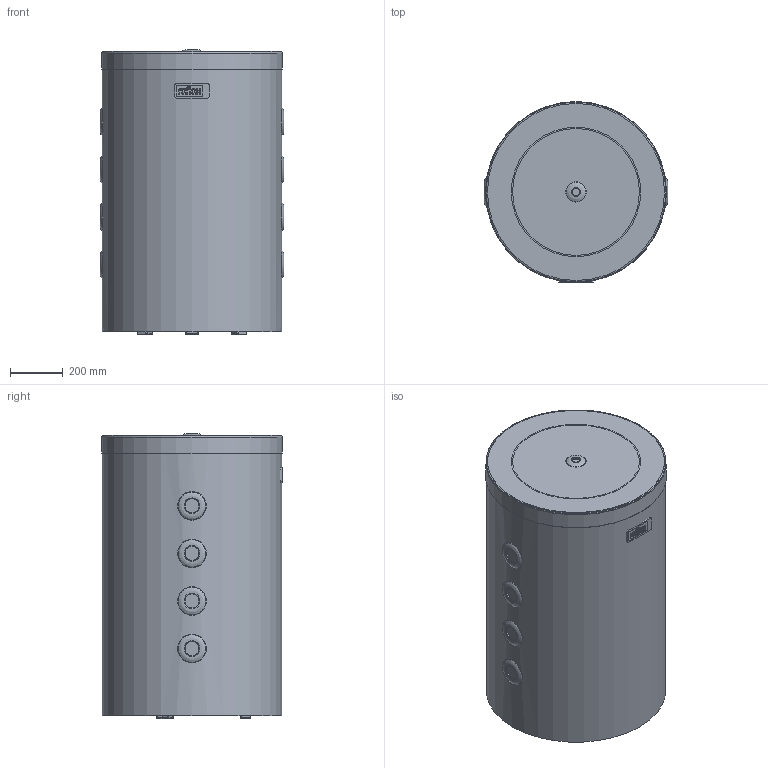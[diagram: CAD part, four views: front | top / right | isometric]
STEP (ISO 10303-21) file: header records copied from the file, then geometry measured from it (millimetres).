
FILE_DESCRIPTION(/* description */ (''),/* implementation_level */ '2;1');
FILE_NAME(/* name */ '3d_StoraHMiniH150-7352560.stp',/* time_stamp */ '2024-07-10T14:50:21+02:00',/* author */ ('Andrzej'),/* organization */ (''),/* preprocessor_version */ 'ST-DEVELOPER v16.13',/* originating_system */ 'AutoCAD Mechanical',/* authorisation */ '');
FILE_SCHEMA (('AUTOMOTIVE_DESIGN { 1 0 10303 214 3 1 1 }'));
Length unit declared in the file: millimetre
Products named in the file (1): Product
Bounding box: 696 x 685.1 x 1079 mm (x, y, z)
Volume: 380216003.6 mm3; surface area: 8471771.1 mm2
Topology: 22 solids, 22 shells, 397 faces, 982 edges, 627 vertices
Faces by surface type: plane 171, cylinder 133, torus 54, cone 32, bspline 7
Full cylindrical faces by diameter (mm): 8.5 x3, 26.9 x1, 28 x1, 31 x1, 32 x1, 45 x1, 52.88 x8, 54.845 x8, 58 x8, 65 x8, 480 x4, 490 x2, 680 x1
Entity records: 14290 total; most frequent: CARTESIAN_POINT 5320, DIRECTION 1892, ORIENTED_EDGE 1618, EDGE_CURVE 809, AXIS2_PLACEMENT_3D 744, VERTEX_POINT 599, EDGE_LOOP 596, LINE 404
